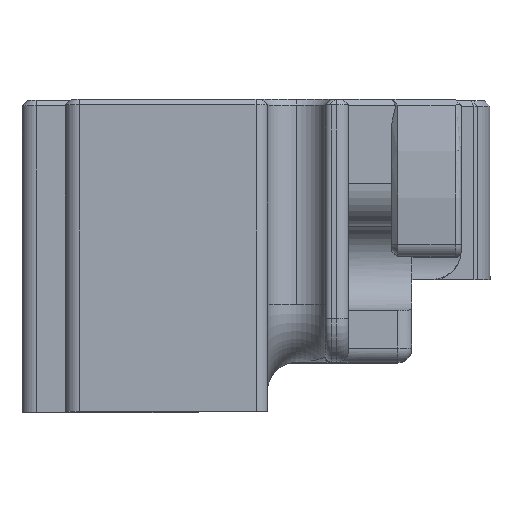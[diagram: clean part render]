
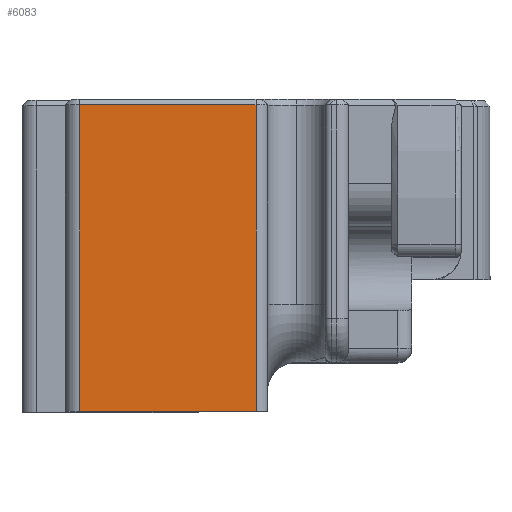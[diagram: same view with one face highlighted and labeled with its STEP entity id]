
A CAD part, top view. The second image highlights one B-rep face of the part: STEP entity #6083.
In plain terms, the highlighted planar face has unit normal (0, 0, 1).
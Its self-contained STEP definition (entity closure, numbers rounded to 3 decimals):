
#298=PLANE('',#6635);
#700=FACE_OUTER_BOUND('',#1038,.T.);
#1038=EDGE_LOOP('',(#5687,#5688,#5689,#5690));
#1398=LINE('',#9633,#2033);
#1676=LINE('',#10360,#2311);
#1677=LINE('',#10363,#2312);
#1678=LINE('',#10364,#2313);
#2033=VECTOR('',#7639,10.);
#2311=VECTOR('',#8325,10.);
#2312=VECTOR('',#8328,10.);
#2313=VECTOR('',#8329,10.);
#2890=VERTEX_POINT('',#9576);
#2896=VERTEX_POINT('',#9631);
#3083=VERTEX_POINT('',#10358);
#3084=VERTEX_POINT('',#10362);
#3624=EDGE_CURVE('',#2890,#2896,#1398,.T.);
#3962=EDGE_CURVE('',#2896,#3083,#1676,.T.);
#3963=EDGE_CURVE('',#3083,#3084,#1677,.T.);
#3964=EDGE_CURVE('',#3084,#2890,#1678,.T.);
#5687=ORIENTED_EDGE('',*,*,#3963,.F.);
#5688=ORIENTED_EDGE('',*,*,#3962,.F.);
#5689=ORIENTED_EDGE('',*,*,#3624,.F.);
#5690=ORIENTED_EDGE('',*,*,#3964,.F.);
#6083=ADVANCED_FACE('',(#700),#298,.F.);
#6635=AXIS2_PLACEMENT_3D('',#10361,#8326,#8327);
#7639=DIRECTION('',(1.,0.,0.));
#8325=DIRECTION('',(0.,-1.,0.));
#8326=DIRECTION('center_axis',(0.,0.,
-1.));
#8327=DIRECTION('ref_axis',(-1.,0.,0.));
#8328=DIRECTION('',(-1.,0.,0.));
#8329=DIRECTION('',(0.,1.,0.));
#9576=CARTESIAN_POINT('',(-71.829,149.742,40.967));
#9631=CARTESIAN_POINT('',(-59.629,149.742,40.967));
#9633=CARTESIAN_POINT('',(-60.379,149.742,40.967));
#10358=CARTESIAN_POINT('',(-59.629,128.542,40.967));
#10360=CARTESIAN_POINT('',(-59.629,129.842,40.967));
#10361=CARTESIAN_POINT('Origin',(-53.729,108.542,40.967));
#10362=CARTESIAN_POINT('',(-71.829,128.542,40.967));
#10363=CARTESIAN_POINT('',(-56.679,128.542,40.967));
#10364=CARTESIAN_POINT('',(-71.829,118.542,40.967));
